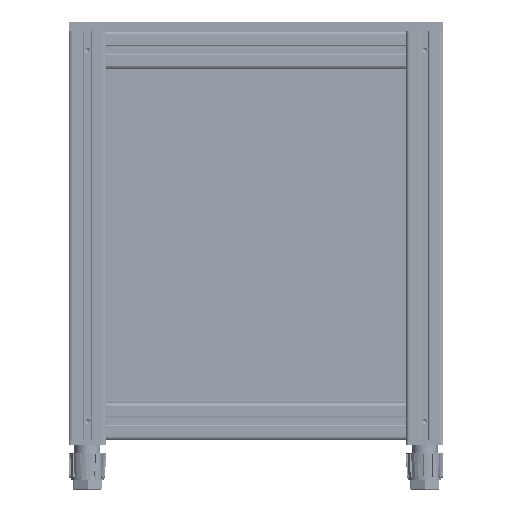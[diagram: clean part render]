
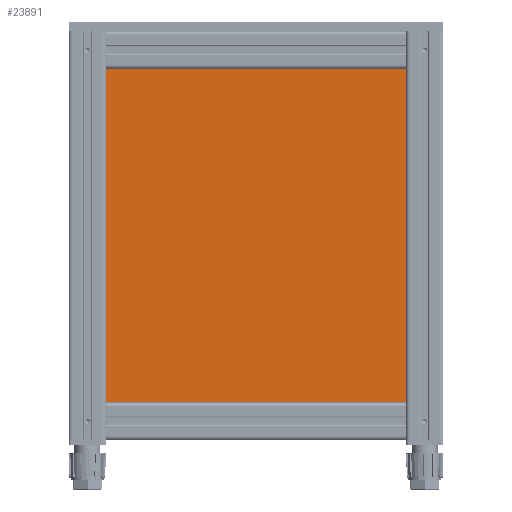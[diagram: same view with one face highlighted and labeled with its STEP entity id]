
A CAD part, left-side view. The second image highlights one B-rep face of the part: STEP entity #23891.
In plain terms, the highlighted planar face has unit normal (-1, 0, 0).
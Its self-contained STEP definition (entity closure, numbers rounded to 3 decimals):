
#23891=ADVANCED_FACE('',(#33970),#33971,.T.);
#33970=FACE_OUTER_BOUND('',#47001,.T.);
#33971=PLANE('',#47002);
#47001=EDGE_LOOP('',(#66475,#66476,#66477,#66478));
#47002=AXIS2_PLACEMENT_3D('',#66479,#66480,#66481);
#66475=ORIENTED_EDGE('',*,*,#99308,.F.);
#66476=ORIENTED_EDGE('',*,*,#99304,.F.);
#66477=ORIENTED_EDGE('',*,*,#99296,.F.);
#66478=ORIENTED_EDGE('',*,*,#99300,.F.);
#66479=CARTESIAN_POINT('',(-677.,0.,218.));
#66480=DIRECTION('',(-1.0,0.,0.0));
#66481=DIRECTION('',(0.,-1.0,0.));
#99296=EDGE_CURVE('',#116292,#116287,#116294,.T.);
#99300=EDGE_CURVE('',#116298,#116292,#116300,.T.);
#99304=EDGE_CURVE('',#116287,#116302,#116306,.T.);
#99308=EDGE_CURVE('',#116302,#116298,#116310,.T.);
#116287=VERTEX_POINT('',#143585);
#116292=VERTEX_POINT('',#143592);
#116294=LINE('',#143595,#143596);
#116298=VERTEX_POINT('',#143601);
#116300=LINE('',#143604,#143605);
#116302=VERTEX_POINT('',#143607);
#116306=LINE('',#143613,#143614);
#116310=LINE('',#143619,#143620);
#143585=CARTESIAN_POINT('',(-677.,-170.0,30.));
#143592=CARTESIAN_POINT('',(-677.,-170.0,406.));
#143595=CARTESIAN_POINT('',(-677.,-170.0,218.));
#143596=VECTOR('',#172564,1.0);
#143601=CARTESIAN_POINT('',(-677.,170.0,406.));
#143604=CARTESIAN_POINT('',(-677.,0.,406.));
#143605=VECTOR('',#172567,1.0);
#143607=CARTESIAN_POINT('',(-677.,170.0,30.));
#143613=CARTESIAN_POINT('',(-677.,0.,30.));
#143614=VECTOR('',#172570,1.0);
#143619=CARTESIAN_POINT('',(-677.,170.0,218.));
#143620=VECTOR('',#172572,1.0);
#172564=DIRECTION('',(0.,0.,-1.0));
#172567=DIRECTION('',(0.,-1.0,0.));
#172570=DIRECTION('',(0.,1.0,0.));
#172572=DIRECTION('',(0.,0.,1.0));
